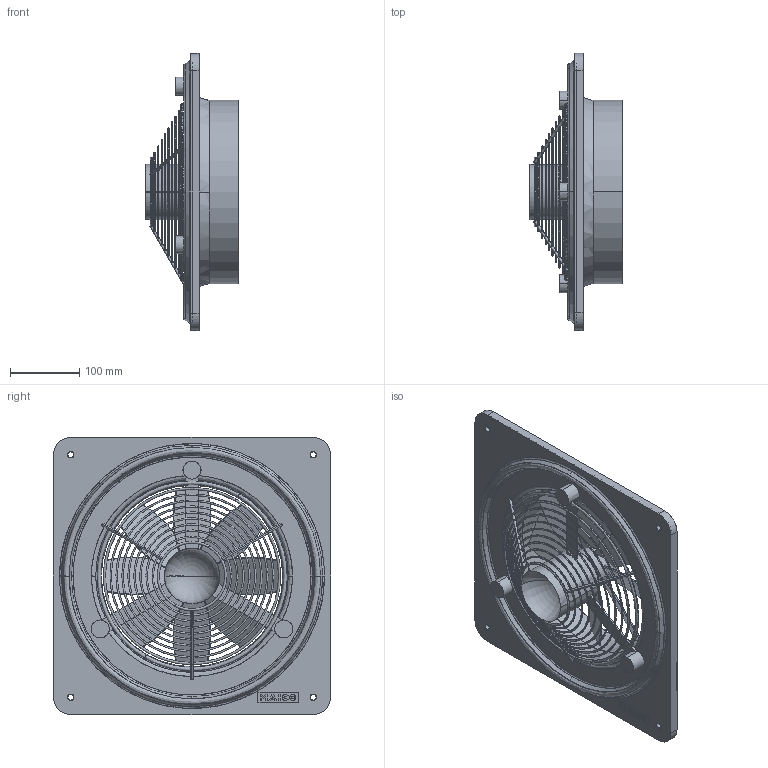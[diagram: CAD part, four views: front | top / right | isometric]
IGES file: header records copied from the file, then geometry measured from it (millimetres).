
Start section: SolidWorks IGES file using analytic representation for surfaces
Global section: file name: 0083.0486.IGS; native system: SolidWorks 2013; preprocessor: SolidWorks 2013; author: WS; date: 150207.143135; units: millimetre
Bounding box: 135.5 x 400 x 400 mm (x, y, z)
Surface area: 586909.6 mm2 (no closed solid volume)
Topology: 0 solids, 0 shells, 339 faces, 8368 edges, 8366 vertices
Faces by surface type: bspline 238, revolution 101
